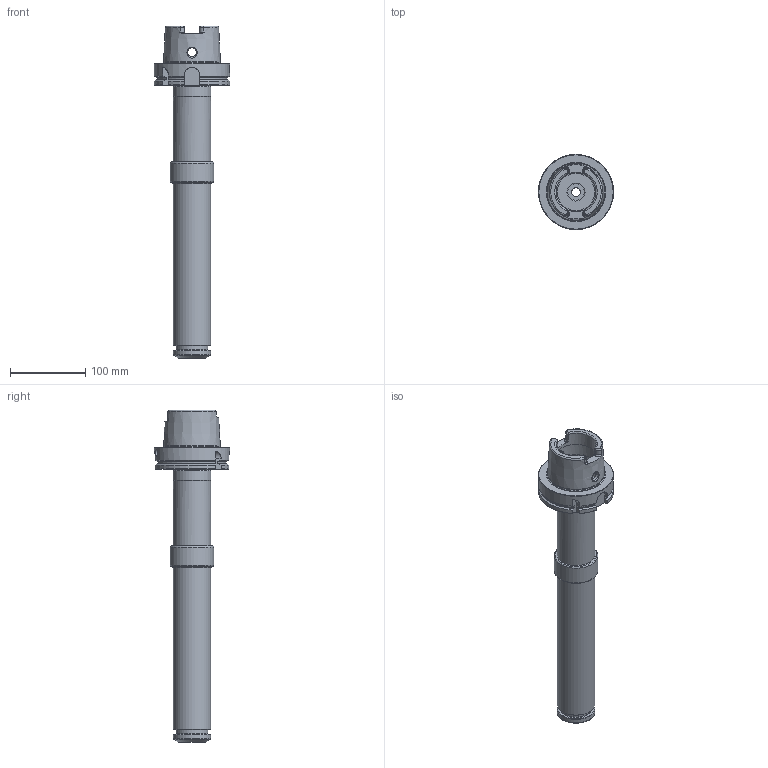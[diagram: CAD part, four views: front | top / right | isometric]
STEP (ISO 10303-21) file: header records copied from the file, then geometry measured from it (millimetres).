
FILE_DESCRIPTION(/* description */ (''),/* implementation_level */ '2;1');
FILE_NAME(/* name */ '888578230.stp',/* time_stamp */ '2023-03-15T12:25:19',/* author */ ('Ratnasingam Jekanthan'),/* organization */ ('REGO-FIX'),/* preprocessor_version */ ' Unknown',/* originating_system */ 'SIEMENS PLM Software Solid Edge ST10',/* authorization */ 'Unknown');
FILE_SCHEMA (('AUTOMOTIVE_DESIGN { 1 0 10303 214 2 1 1}'));
Length unit declared in the file: millimetre
Products named in the file (1): NOCUT
Bounding box: 100 x 100 x 442 mm (x, y, z)
Volume: 878117.5 mm3; surface area: 139502.7 mm2
Topology: 1 solids, 4 shells, 191 faces, 458 edges, 286 vertices
Faces by surface type: cylinder 51, plane 50, cone 47, torus 43
Full cylindrical faces by diameter (mm): 8.5 x1, 10 x1, 12 x4, 14 x1, 22.376 x1, 25 x1, 30.5 x1, 31.6 x1, 33 x2, 42 x2, 50 x6, 50.5 x1, 52.6 x1, 53 x3, 53.376 x1, 55 x1, 58 x1, 63 x1, 75.459 x1, 100 x1
Entity records: 6439 total; most frequent: CARTESIAN_POINT 1196, DIRECTION 828, ORIENTED_EDGE 664, AXIS2_PLACEMENT_3D 374, EDGE_CURVE 332, EDGE_LOOP 310, FACE_BOUND 310, VERTEX_POINT 256
